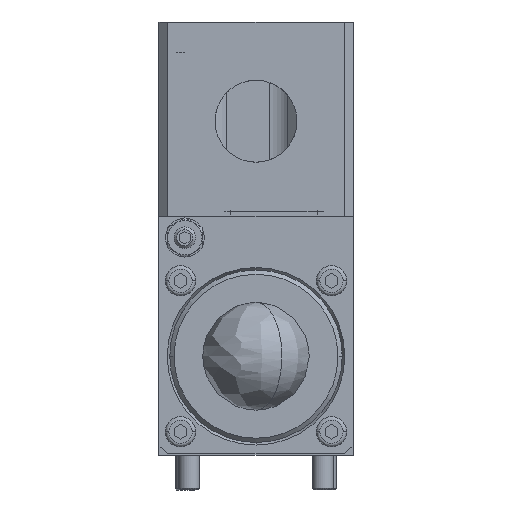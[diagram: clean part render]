
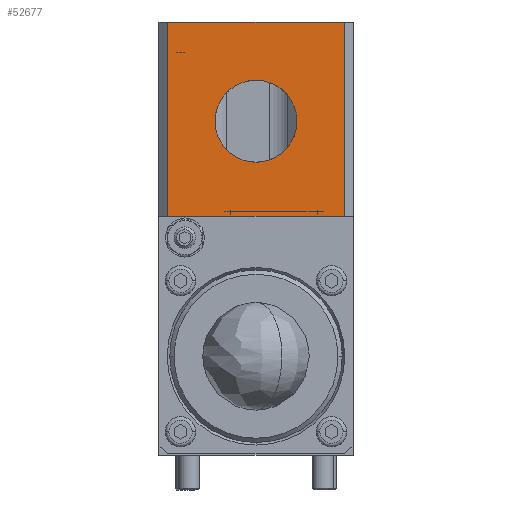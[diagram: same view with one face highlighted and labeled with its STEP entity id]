
A CAD part, front view. The second image highlights one B-rep face of the part: STEP entity #52677.
In plain terms, the highlighted planar face has unit normal (0, -1, 0).
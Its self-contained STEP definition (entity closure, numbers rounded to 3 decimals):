
#11554 = EDGE_CURVE ( 'NONE', #20015, #20029, #48547, .T. ) ;
#11679 = EDGE_CURVE ( 'NONE', #68234, #68161, #48618, .T. ) ;
#14412 = CARTESIAN_POINT ( 'NONE',  ( -26.675, -92.542, 100.5 ) ) ;
#14424 = DIRECTION ( 'NONE',  ( 0., 0., 1. ) ) ;
#15241 = DIRECTION ( 'NONE',  ( 1., 0., 0. ) ) ;
#15242 = DIRECTION ( 'NONE',  ( 0., -1., 0. ) ) ;
#15244 = CARTESIAN_POINT ( 'NONE',  ( -6.175, -92.541, 77.5 ) ) ;
#20015 = VERTEX_POINT ( 'NONE', #62025 ) ;
#20029 = VERTEX_POINT ( 'NONE', #62039 ) ;
#21618 = EDGE_LOOP ( 'NONE', ( #59220, #59221 ) ) ;
#21622 = EDGE_LOOP ( 'NONE', ( #59216, #59217, #59218, #59219 ) ) ;
#22811 = AXIS2_PLACEMENT_3D ( 'NONE', #15244, #15242, #15241 ) ;
#29889 = FACE_OUTER_BOUND ( 'NONE', #21622, .T. ) ;
#29893 = FACE_BOUND ( 'NONE', #21618, .T. ) ;
#30115 = PLANE ( 'NONE',  #51550 ) ;
#30122 = CARTESIAN_POINT ( 'NONE',  ( 16.325, -92.541, 100.5 ) ) ;
#30123 = DIRECTION ( 'NONE',  ( 0., 1., 0. ) ) ;
#30124 = DIRECTION ( 'NONE',  ( -1., 0., 0. ) ) ;
#42957 = VERTEX_POINT ( 'NONE', #47276 ) ;
#47276 = CARTESIAN_POINT ( 'NONE',  ( 14.325, -92.541, 55.5 ) ) ;
#48547 = CIRCLE ( 'NONE', #22811, 9.5 ) ;
#48618 = LINE ( 'NONE', #14412, #48621 ) ;
#48621 = VECTOR ( 'NONE', #14424, 1000. ) ;
#51550 = AXIS2_PLACEMENT_3D ( 'NONE', #30122, #30123, #30124 ) ;
#52047 = AXIS2_PLACEMENT_3D ( 'NONE', #63335, #63336, #63337 ) ;
#52677 = ADVANCED_FACE ( 'NONE', ( #29889, #29893 ), #30115, .F. ) ;
#53376 = EDGE_CURVE ( 'NONE', #42957, #68234, #54599, .T. ) ;
#53556 = EDGE_CURVE ( 'NONE', #68328, #68161, #54864, .T. ) ;
#53890 = EDGE_CURVE ( 'NONE', #20029, #20015, #55298, .T. ) ;
#54089 = EDGE_CURVE ( 'NONE', #68328, #42957, #63818, .T. ) ;
#54599 = LINE ( 'NONE', #56552, #54610 ) ;
#54610 = VECTOR ( 'NONE', #56553, 1000. ) ;
#54864 = LINE ( 'NONE', #57483, #54866 ) ;
#54866 = VECTOR ( 'NONE', #57484, 1000. ) ;
#55298 = CIRCLE ( 'NONE', #52047, 9.5 ) ;
#56552 = CARTESIAN_POINT ( 'NONE',  ( 16.325, -92.541, 55.5 ) ) ;
#56553 = DIRECTION ( 'NONE',  ( -1., 0., 0. ) ) ;
#57483 = CARTESIAN_POINT ( 'NONE',  ( 14.325, -92.541, 100.5 ) ) ;
#57484 = DIRECTION ( 'NONE',  ( -1., 0., 0. ) ) ;
#59216 = ORIENTED_EDGE ( 'NONE', *, *, #54089, .F. ) ;
#59217 = ORIENTED_EDGE ( 'NONE', *, *, #53556, .T. ) ;
#59218 = ORIENTED_EDGE ( 'NONE', *, *, #11679, .F. ) ;
#59219 = ORIENTED_EDGE ( 'NONE', *, *, #53376, .F. ) ;
#59220 = ORIENTED_EDGE ( 'NONE', *, *, #53890, .F. ) ;
#59221 = ORIENTED_EDGE ( 'NONE', *, *, #11554, .F. ) ;
#62025 = CARTESIAN_POINT ( 'NONE',  ( -15.675, -92.542, 77.5 ) ) ;
#62039 = CARTESIAN_POINT ( 'NONE',  ( 3.325, -92.541, 77.5 ) ) ;
#63335 = CARTESIAN_POINT ( 'NONE',  ( -6.175, -92.541, 77.5 ) ) ;
#63336 = DIRECTION ( 'NONE',  ( 0., -1., 0. ) ) ;
#63337 = DIRECTION ( 'NONE',  ( 1., 0., 0. ) ) ;
#63818 = LINE ( 'NONE', #65957, #63819 ) ;
#63819 = VECTOR ( 'NONE', #65960, 1000. ) ;
#65957 = CARTESIAN_POINT ( 'NONE',  ( 14.325, -92.541, 100.5 ) ) ;
#65960 = DIRECTION ( 'NONE',  ( 0., 0., -1. ) ) ;
#66974 = CARTESIAN_POINT ( 'NONE',  ( -26.675, -92.542, 100.5 ) ) ;
#67047 = CARTESIAN_POINT ( 'NONE',  ( -26.675, -92.542, 55.5 ) ) ;
#67141 = CARTESIAN_POINT ( 'NONE',  ( 14.325, -92.541, 100.5 ) ) ;
#68161 = VERTEX_POINT ( 'NONE', #66974 ) ;
#68234 = VERTEX_POINT ( 'NONE', #67047 ) ;
#68328 = VERTEX_POINT ( 'NONE', #67141 ) ;
